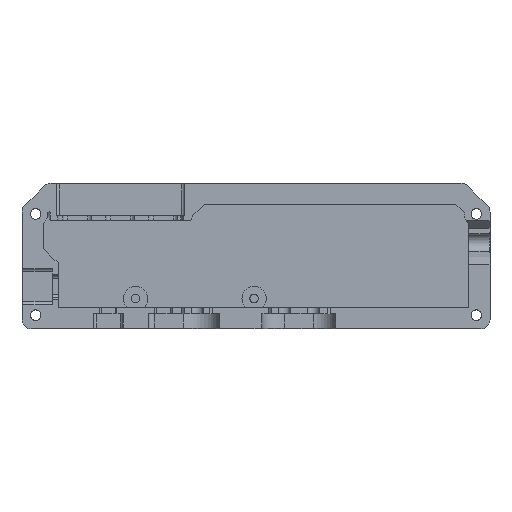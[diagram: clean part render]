
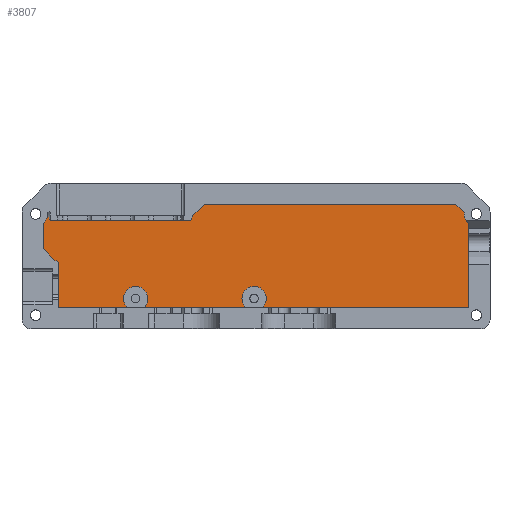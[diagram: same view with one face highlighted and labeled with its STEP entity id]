
A CAD part, top view. The second image highlights one B-rep face of the part: STEP entity #3807.
In plain terms, the highlighted planar face has unit normal (0, 0, 1).
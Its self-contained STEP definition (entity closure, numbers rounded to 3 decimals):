
#69=PLANE('',#4085);
#302=FACE_OUTER_BOUND('',#519,.T.);
#519=EDGE_LOOP('',(#2841,#2842,#2843,#2844,#2845,#2846,#2847,#2848,#2849,
#2850,#2851,#2852,#2853,#2854,#2855,#2856));
#743=LINE('',#5905,#1115);
#746=LINE('',#5913,#1118);
#750=LINE('',#5921,#1122);
#754=LINE('',#5929,#1126);
#775=LINE('',#6082,#1147);
#783=LINE('',#6102,#1155);
#786=LINE('',#6107,#1158);
#797=LINE('',#6139,#1169);
#799=LINE('',#6145,#1171);
#1115=VECTOR('',#4532,10.);
#1118=VECTOR('',#4537,10.);
#1122=VECTOR('',#4541,10.);
#1126=VECTOR('',#4545,10.);
#1147=VECTOR('',#4600,10.);
#1155=VECTOR('',#4622,10.);
#1158=VECTOR('',#4627,10.);
#1169=VECTOR('',#4652,10.);
#1171=VECTOR('',#4656,10.);
#1478=CIRCLE('',#4054,4.);
#1479=CIRCLE('',#4060,4.);
#1487=CIRCLE('',#4077,1.006);
#1491=CIRCLE('',#4086,4.);
#1492=CIRCLE('',#4087,4.);
#1493=CIRCLE('',#4088,4.);
#1494=CIRCLE('',#4089,4.);
#1697=VERTEX_POINT('',#5902);
#1698=VERTEX_POINT('',#5904);
#1701=VERTEX_POINT('',#5910);
#1702=VERTEX_POINT('',#5912);
#1705=VERTEX_POINT('',#5918);
#1706=VERTEX_POINT('',#5920);
#1709=VERTEX_POINT('',#5926);
#1710=VERTEX_POINT('',#5928);
#1730=VERTEX_POINT('',#6064);
#1731=VERTEX_POINT('',#6066);
#1734=VERTEX_POINT('',#6080);
#1738=VERTEX_POINT('',#6099);
#1739=VERTEX_POINT('',#6101);
#1754=VERTEX_POINT('',#6137);
#1756=VERTEX_POINT('',#6142);
#1757=VERTEX_POINT('',#6144);
#2083=EDGE_CURVE('',#1697,#1698,#743,.T.);
#2087=EDGE_CURVE('',#1701,#1702,#746,.T.);
#2091=EDGE_CURVE('',#1705,#1706,#750,.T.);
#2095=EDGE_CURVE('',#1709,#1710,#754,.T.);
#2122=EDGE_CURVE('',#1731,#1730,#1478,.T.);
#2130=EDGE_CURVE('',#1734,#1730,#775,.T.);
#2132=EDGE_CURVE('',#1734,#1710,#1479,.T.);
#2140=EDGE_CURVE('',#1738,#1739,#783,.T.);
#2143=EDGE_CURVE('',#1731,#1738,#786,.T.);
#2159=EDGE_CURVE('',#1739,#1754,#797,.T.);
#2161=EDGE_CURVE('',#1756,#1757,#799,.T.);
#2170=EDGE_CURVE('',#1698,#1701,#1487,.T.);
#2178=EDGE_CURVE('',#1709,#1706,#1491,.T.);
#2179=EDGE_CURVE('',#1705,#1702,#1492,.T.);
#2180=EDGE_CURVE('',#1697,#1757,#1493,.T.);
#2181=EDGE_CURVE('',#1756,#1754,#1494,.T.);
#2841=ORIENTED_EDGE('',*,*,#2132,.T.);
#2842=ORIENTED_EDGE('',*,*,#2095,.F.);
#2843=ORIENTED_EDGE('',*,*,#2178,.T.);
#2844=ORIENTED_EDGE('',*,*,#2091,.F.);
#2845=ORIENTED_EDGE('',*,*,#2179,.T.);
#2846=ORIENTED_EDGE('',*,*,#2087,.F.);
#2847=ORIENTED_EDGE('',*,*,#2170,.F.);
#2848=ORIENTED_EDGE('',*,*,#2083,.F.);
#2849=ORIENTED_EDGE('',*,*,#2180,.T.);
#2850=ORIENTED_EDGE('',*,*,#2161,.F.);
#2851=ORIENTED_EDGE('',*,*,#2181,.T.);
#2852=ORIENTED_EDGE('',*,*,#2159,.F.);
#2853=ORIENTED_EDGE('',*,*,#2140,.F.);
#2854=ORIENTED_EDGE('',*,*,#2143,.F.);
#2855=ORIENTED_EDGE('',*,*,#2122,.T.);
#2856=ORIENTED_EDGE('',*,*,#2130,.F.);
#3807=ADVANCED_FACE('',(#302),#69,.T.);
#4054=AXIS2_PLACEMENT_3D('',#6067,#4583,#4584);
#4060=AXIS2_PLACEMENT_3D('',#6085,#4604,#4605);
#4077=AXIS2_PLACEMENT_3D('',#6161,#4668,#4669);
#4085=AXIS2_PLACEMENT_3D('',#6176,#4688,#4689);
#4086=AXIS2_PLACEMENT_3D('',#6177,#4690,#4691);
#4087=AXIS2_PLACEMENT_3D('',#6178,#4692,#4693);
#4088=AXIS2_PLACEMENT_3D('',#6179,#4694,#4695);
#4089=AXIS2_PLACEMENT_3D('',#6180,#4696,#4697);
#4532=DIRECTION('',(-1.,0.,0.));
#4537=DIRECTION('',(-1.,0.,0.));
#4541=DIRECTION('',(-1.,0.,0.));
#4545=DIRECTION('',(-1.,0.,0.));
#4583=DIRECTION('center_axis',(0.,0.,-1.));
#4584=DIRECTION('ref_axis',(1.,0.,0.));
#4600=DIRECTION('',(0.,1.,0.));
#4604=DIRECTION('center_axis',(0.,0.,-1.));
#4605=DIRECTION('ref_axis',(1.,0.,0.));
#4622=DIRECTION('',(1.,0.,0.));
#4627=DIRECTION('',(0.707,0.707,0.));
#4652=DIRECTION('',(0.707,-0.707,0.));
#4656=DIRECTION('',(0.,-1.,0.));
#4668=DIRECTION('center_axis',(0.,0.,-1.));
#4669=DIRECTION('ref_axis',(0.007,-1.,0.));
#4688=DIRECTION('center_axis',(0.,0.,1.));
#4689=DIRECTION('ref_axis',(1.,0.,0.));
#4690=DIRECTION('center_axis',(0.,0.,-1.));
#4691=DIRECTION('ref_axis',(1.,0.,0.));
#4692=DIRECTION('center_axis',(0.,0.,-1.));
#4693=DIRECTION('ref_axis',(1.,0.,0.));
#4694=DIRECTION('center_axis',(0.,0.,-1.));
#4695=DIRECTION('ref_axis',(1.,0.,0.));
#4696=DIRECTION('center_axis',(0.,0.,-1.));
#4697=DIRECTION('ref_axis',(1.,0.,0.));
#5902=CARTESIAN_POINT('',(133.878,-0.5,-8.));
#5904=CARTESIAN_POINT('',(80.127,-0.5,-8.));
#5905=CARTESIAN_POINT('',(99.5,-0.5,-8.));
#5910=CARTESIAN_POINT('',(80.114,-0.5,-8.));
#5912=CARTESIAN_POINT('',(66.521,-0.5,-8.));
#5913=CARTESIAN_POINT('',(70.818,-0.5,-8.));
#5918=CARTESIAN_POINT('',(61.229,-0.5,-8.));
#5920=CARTESIAN_POINT('',(27.521,-0.5,-8.));
#5921=CARTESIAN_POINT('',(70.818,-0.5,-8.));
#5926=CARTESIAN_POINT('',(22.229,-0.5,-8.));
#5928=CARTESIAN_POINT('',(-4.878,-0.5,-8.));
#5929=CARTESIAN_POINT('',(70.818,-0.5,-8.));
#6064=CARTESIAN_POINT('',(-5.5,27.191,-8.));
#6066=CARTESIAN_POINT('',(-4.024,30.754,-8.));
#6067=CARTESIAN_POINT('Origin',(-8.,30.314,-8.));
#6080=CARTESIAN_POINT('',(-5.5,0.122,-8.));
#6082=CARTESIAN_POINT('',(-5.5,8.,-8.));
#6085=CARTESIAN_POINT('Origin',(-8.,-3.,-8.));
#6099=CARTESIAN_POINT('',(-1.278,33.5,-8.));
#6101=CARTESIAN_POINT('',(130.278,33.5,-8.));
#6102=CARTESIAN_POINT('',(31.611,33.5,-8.));
#6107=CARTESIAN_POINT('',(8.805,43.584,-8.));
#6137=CARTESIAN_POINT('',(133.024,30.754,-8.));
#6139=CARTESIAN_POINT('',(118.084,45.695,-8.));
#6142=CARTESIAN_POINT('',(134.5,27.191,-8.));
#6144=CARTESIAN_POINT('',(134.5,0.122,-8.));
#6145=CARTESIAN_POINT('',(134.5,22.889,-8.));
#6161=CARTESIAN_POINT('Origin',(80.12,0.506,-8.));
#6176=CARTESIAN_POINT('Origin',(64.5,16.5,-8.));
#6177=CARTESIAN_POINT('Origin',(24.875,2.5,-8.));
#6178=CARTESIAN_POINT('Origin',(63.875,2.5,-8.));
#6179=CARTESIAN_POINT('Origin',(137.,-3.,-8.));
#6180=CARTESIAN_POINT('Origin',(137.,30.314,-8.));
